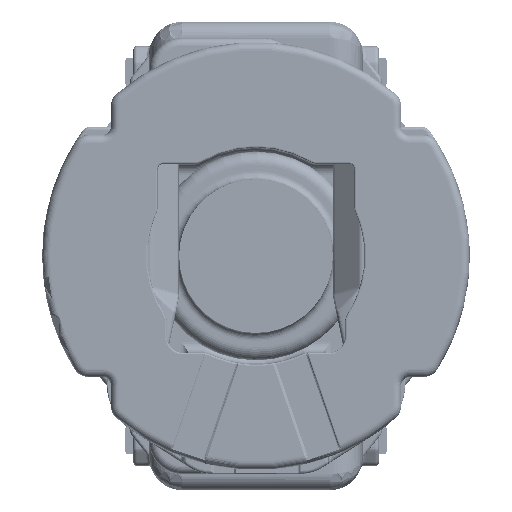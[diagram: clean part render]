
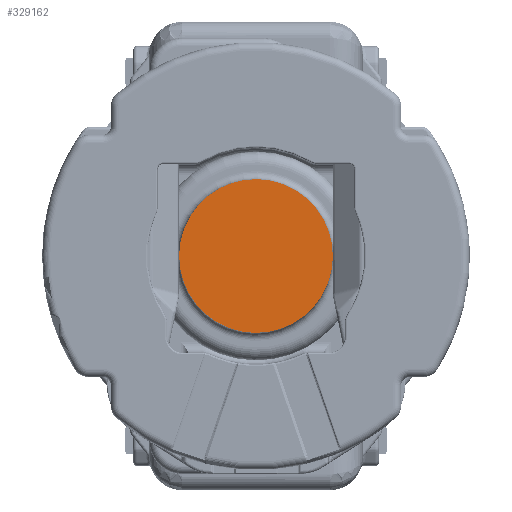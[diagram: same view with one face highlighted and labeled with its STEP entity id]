
A CAD part, left-side view. The second image highlights one B-rep face of the part: STEP entity #329162.
In plain terms, the highlighted planar face has unit normal (-1, 0, 0).
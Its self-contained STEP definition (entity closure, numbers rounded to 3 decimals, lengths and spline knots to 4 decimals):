
#329142=AXIS2_PLACEMENT_3D('Plane Axis2P3D',#329139,#329140,#329141) ;
#329146=AXIS2_PLACEMENT_3D('Circle Axis2P3D',#329144,#329145,$) ;
#329155=AXIS2_PLACEMENT_3D('Circle Axis2P3D',#329153,#329154,$) ;
#329139=CARTESIAN_POINT('Axis2P3D Location',(-33.95,0.,0.)) ;
#329144=CARTESIAN_POINT('Axis2P3D Location',(-33.95,0.,0.)) ;
#329148=CARTESIAN_POINT('Vertex',(-33.95,-2.2911,-4.1781)) ;
#329150=CARTESIAN_POINT('Vertex',(-33.95,2.2911,4.1781)) ;
#329153=CARTESIAN_POINT('Axis2P3D Location',(-33.95,0.,0.)) ;
#329140=DIRECTION('Axis2P3D Direction',(1.,0.,0.)) ;
#329141=DIRECTION('Axis2P3D XDirection',(0.,0.002,1.)) ;
#329145=DIRECTION('Axis2P3D Direction',(1.,0.,0.)) ;
#329154=DIRECTION('Axis2P3D Direction',(1.,0.,0.)) ;
#329159=ORIENTED_EDGE('',*,*,#329152,.T.) ;
#329160=ORIENTED_EDGE('',*,*,#329157,.T.) ;
#329162=ADVANCED_FACE('SAE Male 3/8"',(#329161),#329143,.F.) ;
#329147=CIRCLE('generated circle',#329146,4.765) ;
#329156=CIRCLE('generated circle',#329155,4.765) ;
#329152=EDGE_CURVE('',#329149,#329151,#329147,.F.) ;
#329157=EDGE_CURVE('',#329151,#329149,#329156,.F.) ;
#329158=EDGE_LOOP('',(#329159,#329160)) ;
#329161=FACE_OUTER_BOUND('',#329158,.T.) ;
#329143=PLANE('',#329142) ;
#329149=VERTEX_POINT('',#329148) ;
#329151=VERTEX_POINT('',#329150) ;
